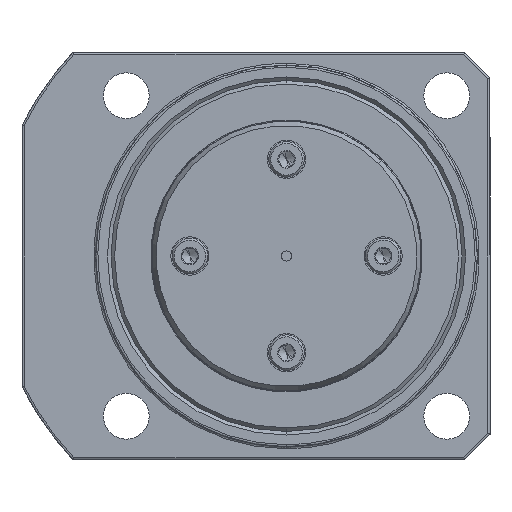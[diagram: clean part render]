
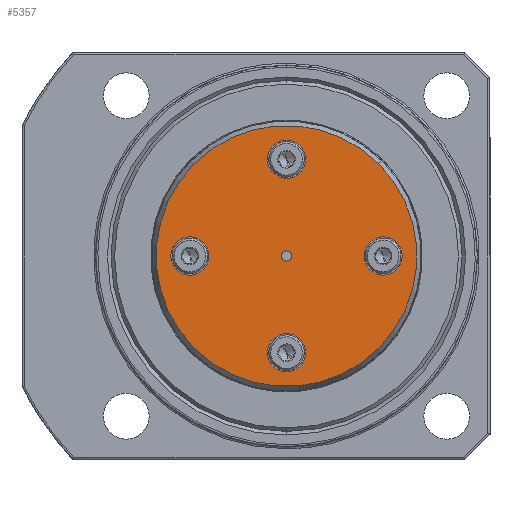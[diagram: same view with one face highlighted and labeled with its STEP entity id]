
A CAD part, front view. The second image highlights one B-rep face of the part: STEP entity #5357.
In plain terms, the highlighted planar face has unit normal (0, -1, 0).
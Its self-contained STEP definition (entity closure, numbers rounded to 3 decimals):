
#1313 = CARTESIAN_POINT ( 'NONE',  ( 0., 0., 0. ) ) ;
#1314 = DIRECTION ( 'NONE',  ( 0., 1., 0. ) ) ;
#1315 = DIRECTION ( 'NONE',  ( 0., 0., -1. ) ) ;
#1323 = CARTESIAN_POINT ( 'NONE',  ( 13.435, 0., -13.435 ) ) ;
#1324 = DIRECTION ( 'NONE',  ( 0., 1., 0. ) ) ;
#1325 = DIRECTION ( 'NONE',  ( 0., 0., -1. ) ) ;
#1333 = CARTESIAN_POINT ( 'NONE',  ( 13.435, 0., 13.435 ) ) ;
#1334 = DIRECTION ( 'NONE',  ( 0., 1., 0. ) ) ;
#1335 = DIRECTION ( 'NONE',  ( 0., 0., -1. ) ) ;
#1343 = CARTESIAN_POINT ( 'NONE',  ( -13.435, 0., 13.435 ) ) ;
#1344 = DIRECTION ( 'NONE',  ( 0., 1., 0. ) ) ;
#1345 = DIRECTION ( 'NONE',  ( 0., 0., -1. ) ) ;
#1353 = CARTESIAN_POINT ( 'NONE',  ( -13.435, 0., -13.435 ) ) ;
#1354 = DIRECTION ( 'NONE',  ( 0., 1., 0. ) ) ;
#1355 = DIRECTION ( 'NONE',  ( 0., 0., -1. ) ) ;
#1369 = CARTESIAN_POINT ( 'NONE',  ( 0., 0., 0. ) ) ;
#1370 = DIRECTION ( 'NONE',  ( 0., -1., 0. ) ) ;
#1371 = DIRECTION ( 'NONE',  ( -1., 0., 0. ) ) ;
#3527 = DIRECTION ( 'NONE',  ( 0., 0., -1. ) ) ;
#3529 = CARTESIAN_POINT ( 'NONE',  ( -25.634, 0., 0. ) ) ;
#3532 = PLANE ( 'NONE',  #6625 ) ;
#3535 = DIRECTION ( 'NONE',  ( 0., -1., 0. ) ) ;
#4586 = CARTESIAN_POINT ( 'NONE',  ( 0., 0., 0. ) ) ;
#4587 = DIRECTION ( 'NONE',  ( 0., -1., 0. ) ) ;
#4588 = DIRECTION ( 'NONE',  ( -1., 0., 0. ) ) ;
#4589 = CARTESIAN_POINT ( 'NONE',  ( -13.435, 0., -13.435 ) ) ;
#4590 = DIRECTION ( 'NONE',  ( 0., 1., 0. ) ) ;
#4591 = DIRECTION ( 'NONE',  ( 0., 0., -1. ) ) ;
#4592 = CARTESIAN_POINT ( 'NONE',  ( -13.435, 0., 13.435 ) ) ;
#4593 = DIRECTION ( 'NONE',  ( 0., 1., 0. ) ) ;
#4594 = DIRECTION ( 'NONE',  ( 0., 0., -1. ) ) ;
#4595 = CARTESIAN_POINT ( 'NONE',  ( 13.435, 0., 13.435 ) ) ;
#4596 = DIRECTION ( 'NONE',  ( 0., 1., 0. ) ) ;
#4597 = DIRECTION ( 'NONE',  ( 0., 0., -1. ) ) ;
#4598 = CARTESIAN_POINT ( 'NONE',  ( 13.435, 0., -13.435 ) ) ;
#4599 = DIRECTION ( 'NONE',  ( 0., 1., 0. ) ) ;
#4600 = DIRECTION ( 'NONE',  ( 0., 0., -1. ) ) ;
#4601 = CARTESIAN_POINT ( 'NONE',  ( 0., 0., 0. ) ) ;
#4602 = DIRECTION ( 'NONE',  ( 0., 1., 0. ) ) ;
#4603 = DIRECTION ( 'NONE',  ( 0., 0., -1. ) ) ;
#5357 = ADVANCED_FACE ( 'NONE', ( #6413, #6409, #6406, #6411, #6405, #6407 ), #3532, .T. ) ;
#5658 = CARTESIAN_POINT ( 'NONE',  ( 25.634, 0., 0. ) ) ;
#5668 = CARTESIAN_POINT ( 'NONE',  ( 13.435, 0., 9.685 ) ) ;
#5673 = CARTESIAN_POINT ( 'NONE',  ( -25.634, 0., 0. ) ) ;
#5678 = CARTESIAN_POINT ( 'NONE',  ( -13.435, 0., 17.185 ) ) ;
#5679 = CARTESIAN_POINT ( 'NONE',  ( -13.435, 0., 9.685 ) ) ;
#5684 = CARTESIAN_POINT ( 'NONE',  ( -13.435, 0., -9.685 ) ) ;
#5686 = CARTESIAN_POINT ( 'NONE',  ( 13.435, 0., -17.185 ) ) ;
#5692 = CARTESIAN_POINT ( 'NONE',  ( -13.435, 0., -17.185 ) ) ;
#5693 = CARTESIAN_POINT ( 'NONE',  ( 13.435, 0., 17.185 ) ) ;
#5698 = CARTESIAN_POINT ( 'NONE',  ( 13.435, 0., -9.685 ) ) ;
#5709 = CARTESIAN_POINT ( 'NONE',  ( 0., 0., 1. ) ) ;
#5717 = CARTESIAN_POINT ( 'NONE',  ( 0., 0., -1. ) ) ;
#6405 = FACE_BOUND ( 'NONE', #12563, .T. ) ;
#6406 = FACE_BOUND ( 'NONE', #12519, .T. ) ;
#6407 = FACE_BOUND ( 'NONE', #12564, .T. ) ;
#6409 = FACE_BOUND ( 'NONE', #12545, .T. ) ;
#6411 = FACE_BOUND ( 'NONE', #12536, .T. ) ;
#6413 = FACE_OUTER_BOUND ( 'NONE', #12546, .T. ) ;
#6625 = AXIS2_PLACEMENT_3D ( 'NONE', #3529, #3535, #3527 ) ;
#7291 = CIRCLE ( 'NONE', #12719, 3.75 ) ;
#7292 = CIRCLE ( 'NONE', #12715, 3.75 ) ;
#7300 = CIRCLE ( 'NONE', #12713, 1. ) ;
#7354 = CIRCLE ( 'NONE', #12717, 3.75 ) ;
#7395 = CIRCLE ( 'NONE', #12721, 3.75 ) ;
#7491 = CIRCLE ( 'NONE', #12725, 25.634 ) ;
#8119 = CIRCLE ( 'NONE', #12912, 1. ) ;
#8120 = CIRCLE ( 'NONE', #12911, 3.75 ) ;
#8121 = CIRCLE ( 'NONE', #12910, 3.75 ) ;
#8123 = CIRCLE ( 'NONE', #12909, 3.75 ) ;
#8124 = CIRCLE ( 'NONE', #12908, 3.75 ) ;
#8126 = CIRCLE ( 'NONE', #12907, 25.634 ) ;
#11261 = EDGE_CURVE ( 'NONE', #13684, #13676, #7300, .T. ) ;
#11265 = EDGE_CURVE ( 'NONE', #13653, #13665, #7292, .T. ) ;
#11269 = EDGE_CURVE ( 'NONE', #13635, #13660, #7354, .T. ) ;
#11273 = EDGE_CURVE ( 'NONE', #13646, #13645, #7291, .T. ) ;
#11277 = EDGE_CURVE ( 'NONE', #13659, #13651, #7395, .T. ) ;
#11284 = EDGE_CURVE ( 'NONE', #13625, #13640, #7491, .T. ) ;
#11657 = EDGE_CURVE ( 'NONE', #13640, #13625, #8126, .T. ) ;
#11658 = EDGE_CURVE ( 'NONE', #13651, #13659, #8124, .T. ) ;
#11659 = EDGE_CURVE ( 'NONE', #13645, #13646, #8123, .T. ) ;
#11660 = EDGE_CURVE ( 'NONE', #13660, #13635, #8121, .T. ) ;
#11661 = EDGE_CURVE ( 'NONE', #13665, #13653, #8120, .T. ) ;
#11662 = EDGE_CURVE ( 'NONE', #13676, #13684, #8119, .T. ) ;
#12519 = EDGE_LOOP ( 'NONE', ( #13939, #13938 ) ) ;
#12536 = EDGE_LOOP ( 'NONE', ( #13937, #13936 ) ) ;
#12545 = EDGE_LOOP ( 'NONE', ( #13941, #13940 ) ) ;
#12546 = EDGE_LOOP ( 'NONE', ( #13943, #13942 ) ) ;
#12563 = EDGE_LOOP ( 'NONE', ( #13935, #13934 ) ) ;
#12564 = EDGE_LOOP ( 'NONE', ( #13933, #13932 ) ) ;
#12713 = AXIS2_PLACEMENT_3D ( 'NONE', #1313, #1314, #1315 ) ;
#12715 = AXIS2_PLACEMENT_3D ( 'NONE', #1323, #1324, #1325 ) ;
#12717 = AXIS2_PLACEMENT_3D ( 'NONE', #1333, #1334, #1335 ) ;
#12719 = AXIS2_PLACEMENT_3D ( 'NONE', #1343, #1344, #1345 ) ;
#12721 = AXIS2_PLACEMENT_3D ( 'NONE', #1353, #1354, #1355 ) ;
#12725 = AXIS2_PLACEMENT_3D ( 'NONE', #1369, #1370, #1371 ) ;
#12907 = AXIS2_PLACEMENT_3D ( 'NONE', #4586, #4587, #4588 ) ;
#12908 = AXIS2_PLACEMENT_3D ( 'NONE', #4589, #4590, #4591 ) ;
#12909 = AXIS2_PLACEMENT_3D ( 'NONE', #4592, #4593, #4594 ) ;
#12910 = AXIS2_PLACEMENT_3D ( 'NONE', #4595, #4596, #4597 ) ;
#12911 = AXIS2_PLACEMENT_3D ( 'NONE', #4598, #4599, #4600 ) ;
#12912 = AXIS2_PLACEMENT_3D ( 'NONE', #4601, #4602, #4603 ) ;
#13625 = VERTEX_POINT ( 'NONE', #5658 ) ;
#13635 = VERTEX_POINT ( 'NONE', #5668 ) ;
#13640 = VERTEX_POINT ( 'NONE', #5673 ) ;
#13645 = VERTEX_POINT ( 'NONE', #5678 ) ;
#13646 = VERTEX_POINT ( 'NONE', #5679 ) ;
#13651 = VERTEX_POINT ( 'NONE', #5684 ) ;
#13653 = VERTEX_POINT ( 'NONE', #5686 ) ;
#13659 = VERTEX_POINT ( 'NONE', #5692 ) ;
#13660 = VERTEX_POINT ( 'NONE', #5693 ) ;
#13665 = VERTEX_POINT ( 'NONE', #5698 ) ;
#13676 = VERTEX_POINT ( 'NONE', #5709 ) ;
#13684 = VERTEX_POINT ( 'NONE', #5717 ) ;
#13932 = ORIENTED_EDGE ( 'NONE', *, *, #11662, .T. ) ;
#13933 = ORIENTED_EDGE ( 'NONE', *, *, #11261, .T. ) ;
#13934 = ORIENTED_EDGE ( 'NONE', *, *, #11661, .T. ) ;
#13935 = ORIENTED_EDGE ( 'NONE', *, *, #11265, .T. ) ;
#13936 = ORIENTED_EDGE ( 'NONE', *, *, #11660, .T. ) ;
#13937 = ORIENTED_EDGE ( 'NONE', *, *, #11269, .T. ) ;
#13938 = ORIENTED_EDGE ( 'NONE', *, *, #11659, .T. ) ;
#13939 = ORIENTED_EDGE ( 'NONE', *, *, #11273, .T. ) ;
#13940 = ORIENTED_EDGE ( 'NONE', *, *, #11658, .T. ) ;
#13941 = ORIENTED_EDGE ( 'NONE', *, *, #11277, .T. ) ;
#13942 = ORIENTED_EDGE ( 'NONE', *, *, #11284, .T. ) ;
#13943 = ORIENTED_EDGE ( 'NONE', *, *, #11657, .T. ) ;
